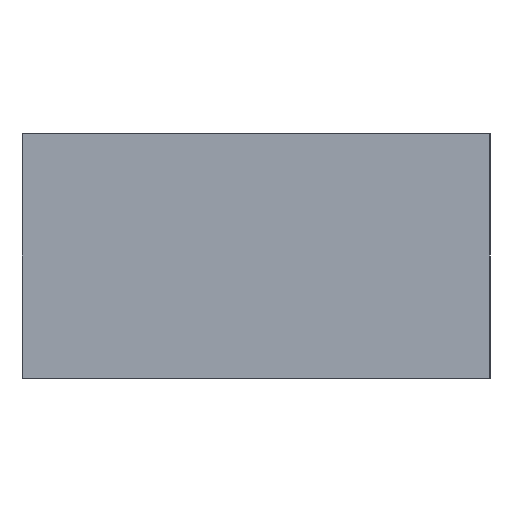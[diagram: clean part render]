
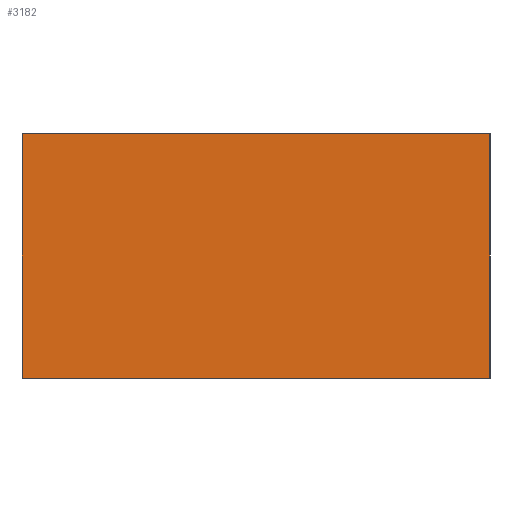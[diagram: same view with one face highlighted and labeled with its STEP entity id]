
A CAD part, left-side view. The second image highlights one B-rep face of the part: STEP entity #3182.
In plain terms, the highlighted planar face has unit normal (-1, 0, 0).
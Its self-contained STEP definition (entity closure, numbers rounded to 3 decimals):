
#2777=CARTESIAN_POINT('',(-3.994,-0.172,22.225));
#2778=VERTEX_POINT('',#2777);
#2779=CARTESIAN_POINT('',(-3.994,-0.172,93.225));
#2780=VERTEX_POINT('',#2779);
#2781=CARTESIAN_POINT('',(-3.994,-0.172,22.225));
#2782=DIRECTION('',(0.,0.,1.));
#2783=VECTOR('',#2782,71.);
#2784=LINE('',#2781,#2783);
#2785=EDGE_CURVE('',#2778,#2780,#2784,.T.);
#2951=CARTESIAN_POINT('',(-3.994,62.676,93.225));
#2952=VERTEX_POINT('',#2951);
#2953=CARTESIAN_POINT('',(-3.994,135.828,93.225));
#2954=VERTEX_POINT('',#2953);
#2955=CARTESIAN_POINT('',(-3.994,62.676,93.225));
#2956=DIRECTION('',(0.,1.,0.));
#2957=VECTOR('',#2956,73.151);
#2958=LINE('',#2955,#2957);
#2959=EDGE_CURVE('',#2952,#2954,#2958,.T.);
#2961=CARTESIAN_POINT('',(-3.994,-0.172,93.225));
#2962=DIRECTION('',(0.,1.,0.));
#2963=VECTOR('',#2962,62.848);
#2964=LINE('',#2961,#2963);
#2965=EDGE_CURVE('',#2780,#2952,#2964,.T.);
#2998=CARTESIAN_POINT('',(-3.994,135.828,22.225));
#2999=VERTEX_POINT('',#2998);
#3000=CARTESIAN_POINT('',(-3.994,135.828,22.225));
#3001=DIRECTION('',(-0.,-1.,-0.));
#3002=VECTOR('',#3001,135.999);
#3003=LINE('',#3000,#3002);
#3004=EDGE_CURVE('',#2999,#2778,#3003,.T.);
#3165=CARTESIAN_POINT('',(-3.994,138.579,81.725));
#3166=DIRECTION('',(-1.,0.,-0.));
#3167=DIRECTION('',(0.,-0.,-1.));
#3168=AXIS2_PLACEMENT_3D('',#3165,#3166,#3167);
#3169=PLANE('',#3168);
#3170=ORIENTED_EDGE('',*,*,#2965,.T.);
#3171=ORIENTED_EDGE('',*,*,#2959,.T.);
#3172=CARTESIAN_POINT('',(-3.994,135.828,93.225));
#3173=DIRECTION('',(0.,-0.,-1.));
#3174=VECTOR('',#3173,71.);
#3175=LINE('',#3172,#3174);
#3176=EDGE_CURVE('',#2954,#2999,#3175,.T.);
#3177=ORIENTED_EDGE('',*,*,#3176,.T.);
#3178=ORIENTED_EDGE('',*,*,#3004,.T.);
#3179=ORIENTED_EDGE('',*,*,#2785,.T.);
#3180=EDGE_LOOP('',(#3170,#3171,#3177,#3178,#3179));
#3181=FACE_BOUND('',#3180,.T.);
#3182=ADVANCED_FACE('',(#3181),#3169,.T.);
